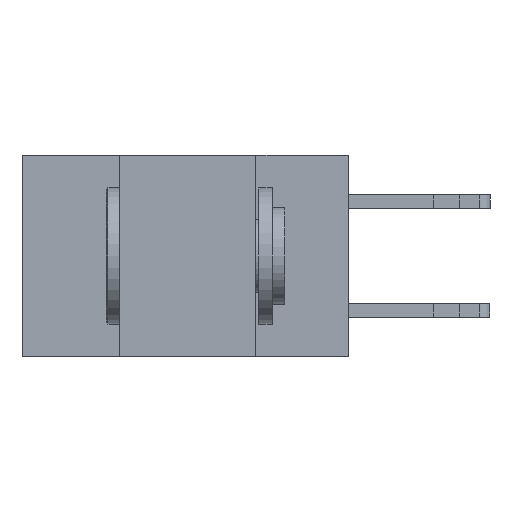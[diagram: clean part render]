
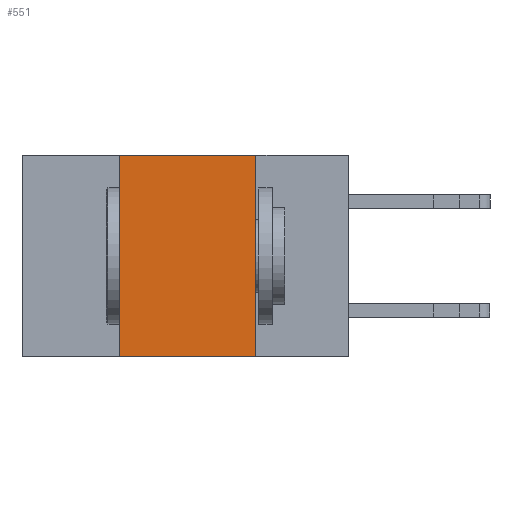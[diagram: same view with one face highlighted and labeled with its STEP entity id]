
A CAD part, left-side view. The second image highlights one B-rep face of the part: STEP entity #551.
In plain terms, the highlighted planar face has unit normal (-1, 0, 0).
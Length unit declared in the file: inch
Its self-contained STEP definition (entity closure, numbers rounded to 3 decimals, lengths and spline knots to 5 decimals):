
#13 = DIRECTION ( 'NONE',  ( 0., -1., 0. ) ) ;
#166 = LINE ( 'NONE', #4522, #15681 ) ;
#551 = ADVANCED_FACE ( 'NONE', ( #12690 ), #9048, .F. ) ;
#1189 = ORIENTED_EDGE ( 'NONE', *, *, #2189, .F. ) ;
#1249 = EDGE_LOOP ( 'NONE', ( #2709, #1189, #6662, #6192 ) ) ;
#1995 = CARTESIAN_POINT ( 'NONE',  ( 0., 0.17, 0. ) ) ;
#2189 = EDGE_CURVE ( 'NONE', #9302, #12963, #8820, .T. ) ;
#2241 = EDGE_CURVE ( 'NONE', #12963, #11708, #5519, .T. ) ;
#2709 = ORIENTED_EDGE ( 'NONE', *, *, #2241, .F. ) ;
#2930 = DIRECTION ( 'NONE',  ( 0., 0., -1. ) ) ;
#3904 = EDGE_CURVE ( 'NONE', #12909, #9302, #166, .T. ) ;
#4088 = CARTESIAN_POINT ( 'NONE',  ( 0., 0.6, 0. ) ) ;
#4522 = CARTESIAN_POINT ( 'NONE',  ( 0., 0.42, 0. ) ) ;
#5519 = LINE ( 'NONE', #9797, #11308 ) ;
#5749 = DIRECTION ( 'NONE',  ( 0., 0., 1. ) ) ;
#6192 = ORIENTED_EDGE ( 'NONE', *, *, #13990, .T. ) ;
#6662 = ORIENTED_EDGE ( 'NONE', *, *, #3904, .F. ) ;
#7294 = CARTESIAN_POINT ( 'NONE',  ( 0., 0.6, 0. ) ) ;
#7421 = CARTESIAN_POINT ( 'NONE',  ( 0., 0.42, 0. ) ) ;
#8820 = LINE ( 'NONE', #7294, #11699 ) ;
#8903 = LINE ( 'NONE', #14057, #15042 ) ;
#9048 = PLANE ( 'NONE',  #15244 ) ;
#9302 = VERTEX_POINT ( 'NONE', #7421 ) ;
#9547 = CARTESIAN_POINT ( 'NONE',  ( 0., 0.17, -0.37 ) ) ;
#9797 = CARTESIAN_POINT ( 'NONE',  ( 0., 0.17, 0. ) ) ;
#9844 = DIRECTION ( 'NONE',  ( 0., 0., -1. ) ) ;
#10284 = DIRECTION ( 'NONE',  ( 1., 0., 0. ) ) ;
#11308 = VECTOR ( 'NONE', #9844, 39.37008 ) ;
#11699 = VECTOR ( 'NONE', #13, 39.37008 ) ;
#11708 = VERTEX_POINT ( 'NONE', #9547 ) ;
#12690 = FACE_OUTER_BOUND ( 'NONE', #1249, .T. ) ;
#12909 = VERTEX_POINT ( 'NONE', #14171 ) ;
#12963 = VERTEX_POINT ( 'NONE', #1995 ) ;
#13990 = EDGE_CURVE ( 'NONE', #12909, #11708, #8903, .T. ) ;
#14057 = CARTESIAN_POINT ( 'NONE',  ( 0., 0.6, -0.37 ) ) ;
#14171 = CARTESIAN_POINT ( 'NONE',  ( 0., 0.42, -0.37 ) ) ;
#15042 = VECTOR ( 'NONE', #15278, 39.37008 ) ;
#15244 = AXIS2_PLACEMENT_3D ( 'NONE', #4088, #10284, #2930 ) ;
#15278 = DIRECTION ( 'NONE',  ( 0., -1., 0. ) ) ;
#15681 = VECTOR ( 'NONE', #5749, 39.37008 ) ;
